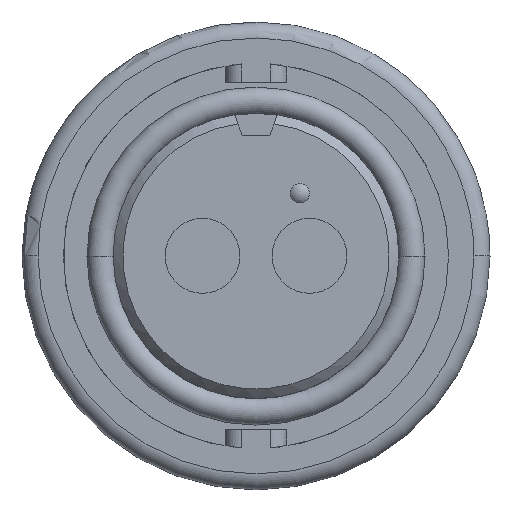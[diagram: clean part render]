
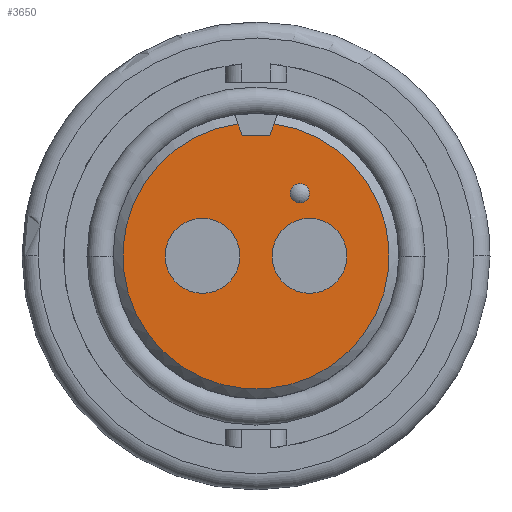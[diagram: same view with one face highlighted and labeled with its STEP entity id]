
A CAD part, top view. The second image highlights one B-rep face of the part: STEP entity #3650.
In plain terms, the highlighted planar face has unit normal (0, 0, 1).
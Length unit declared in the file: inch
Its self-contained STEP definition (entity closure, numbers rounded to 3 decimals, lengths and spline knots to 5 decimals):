
#2873 = CARTESIAN_POINT ( 'NONE',  ( 0.1, 0., 0. ) ) ;
#2877 = DIRECTION ( 'NONE',  ( 0., 0., 1. ) ) ;
#2878 = DIRECTION ( 'NONE',  ( 1., 0., 0. ) ) ;
#2891 = CARTESIAN_POINT ( 'NONE',  ( 0.08207, 0.11687, 0. ) ) ;
#2892 = DIRECTION ( 'NONE',  ( 0., 0., 1. ) ) ;
#2893 = DIRECTION ( 'NONE',  ( -1., 0., 0. ) ) ;
#2897 = CARTESIAN_POINT ( 'NONE',  ( 0.08207, 0.11687, 0. ) ) ;
#2898 = DIRECTION ( 'NONE',  ( 0., 0., 1. ) ) ;
#2899 = DIRECTION ( 'NONE',  ( -1., 0., 0. ) ) ;
#2900 = CARTESIAN_POINT ( 'NONE',  ( -0.1, 0., 0. ) ) ;
#2904 = DIRECTION ( 'NONE',  ( 0., 0., 1. ) ) ;
#2905 = DIRECTION ( 'NONE',  ( 1., 0., 0. ) ) ;
#2906 = CARTESIAN_POINT ( 'NONE',  ( -0.1, 0., 0. ) ) ;
#2907 = DIRECTION ( 'NONE',  ( 0., 0., 1. ) ) ;
#2908 = DIRECTION ( 'NONE',  ( 1., 0., 0. ) ) ;
#3077 = LINE ( 'NONE', #3078, #13106 ) ;
#3078 = CARTESIAN_POINT ( 'NONE',  ( 0.02581, 0.225, 0. ) ) ;
#3079 = DIRECTION ( 'NONE',  ( -0.342, -0.94, 0. ) ) ;
#3083 = CARTESIAN_POINT ( 'NONE',  ( 0., 0., 0. ) ) ;
#3093 = DIRECTION ( 'NONE',  ( 0., 0., -1. ) ) ;
#3094 = DIRECTION ( 'NONE',  ( 0., 1., 0. ) ) ;
#3095 = CARTESIAN_POINT ( 'NONE',  ( 0.1, 0., 0. ) ) ;
#3096 = DIRECTION ( 'NONE',  ( 0., 0., 1. ) ) ;
#3097 = DIRECTION ( 'NONE',  ( 1., 0., 0. ) ) ;
#3106 = LINE ( 'NONE', #3107, #13113 ) ;
#3107 = CARTESIAN_POINT ( 'NONE',  ( 0., 0.225, 0. ) ) ;
#3108 = DIRECTION ( 'NONE',  ( 1., 0., 0. ) ) ;
#3109 = LINE ( 'NONE', #3110, #13114 ) ;
#3110 = CARTESIAN_POINT ( 'NONE',  ( -0.02581, 0.225, 0. ) ) ;
#3111 = DIRECTION ( 'NONE',  ( -0.342, 0.94, 0. ) ) ;
#3123 = CARTESIAN_POINT ( 'NONE',  ( -0.03, 0., 0. ) ) ;
#3490 = FACE_BOUND ( 'NONE', #3933, .T. ) ;
#3493 = FACE_BOUND ( 'NONE', #3940, .T. ) ;
#3506 = AXIS2_PLACEMENT_3D ( 'NONE', #7444, #7445, #7446 ) ;
#3508 = FACE_OUTER_BOUND ( 'NONE', #16772, .T. ) ;
#3521 = FACE_BOUND ( 'NONE', #4037, .T. ) ;
#3650 = ADVANCED_FACE ( 'NONE', ( #3521, #3493, #3508, #3490 ), #7443, .F. ) ;
#3716 = VERTEX_POINT ( 'NONE', #7729 ) ;
#3768 = VERTEX_POINT ( 'NONE', #7925 ) ;
#3933 = EDGE_LOOP ( 'NONE', ( #6763, #6795 ) ) ;
#3940 = EDGE_LOOP ( 'NONE', ( #6793, #6789 ) ) ;
#3965 = VERTEX_POINT ( 'NONE', #8649 ) ;
#3969 = VERTEX_POINT ( 'NONE', #8658 ) ;
#4010 = VERTEX_POINT ( 'NONE', #8758 ) ;
#4014 = VERTEX_POINT ( 'NONE', #8766 ) ;
#4037 = EDGE_LOOP ( 'NONE', ( #6765, #6773 ) ) ;
#4094 = VERTEX_POINT ( 'NONE', #9567 ) ;
#4189 = VERTEX_POINT ( 'NONE', #11309 ) ;
#4211 = VERTEX_POINT ( 'NONE', #11328 ) ;
#6763 = ORIENTED_EDGE ( 'NONE', *, *, #7311, .F. ) ;
#6765 = ORIENTED_EDGE ( 'NONE', *, *, #7363, .F. ) ;
#6773 = ORIENTED_EDGE ( 'NONE', *, *, #7306, .F. ) ;
#6786 = ORIENTED_EDGE ( 'NONE', *, *, #7357, .T. ) ;
#6787 = ORIENTED_EDGE ( 'NONE', *, *, #7362, .F. ) ;
#6789 = ORIENTED_EDGE ( 'NONE', *, *, #7316, .F. ) ;
#6791 = ORIENTED_EDGE ( 'NONE', *, *, #7367, .T. ) ;
#6793 = ORIENTED_EDGE ( 'NONE', *, *, #7315, .F. ) ;
#6794 = ORIENTED_EDGE ( 'NONE', *, *, #7366, .F. ) ;
#6795 = ORIENTED_EDGE ( 'NONE', *, *, #7313, .F. ) ;
#7306 = EDGE_CURVE ( 'NONE', #4211, #4010, #9923, .T. ) ;
#7311 = EDGE_CURVE ( 'NONE', #4014, #4094, #9928, .T. ) ;
#7313 = EDGE_CURVE ( 'NONE', #4094, #4014, #9930, .T. ) ;
#7315 = EDGE_CURVE ( 'NONE', #15491, #3965, #9931, .T. ) ;
#7316 = EDGE_CURVE ( 'NONE', #3965, #15491, #9932, .T. ) ;
#7357 = EDGE_CURVE ( 'NONE', #3969, #3716, #3077, .T. ) ;
#7362 = EDGE_CURVE ( 'NONE', #3969, #3768, #9946, .T. ) ;
#7363 = EDGE_CURVE ( 'NONE', #4010, #4211, #9949, .T. ) ;
#7366 = EDGE_CURVE ( 'NONE', #4189, #3716, #3106, .T. ) ;
#7367 = EDGE_CURVE ( 'NONE', #4189, #3768, #3109, .T. ) ;
#7443 = PLANE ( 'NONE',  #3506 ) ;
#7444 = CARTESIAN_POINT ( 'NONE',  ( 0., 0., 0. ) ) ;
#7445 = DIRECTION ( 'NONE',  ( 0., 0., -1. ) ) ;
#7446 = DIRECTION ( 'NONE',  ( -1., 0., 0. ) ) ;
#7729 = CARTESIAN_POINT ( 'NONE',  ( 0.02581, 0.225, 0. ) ) ;
#7925 = CARTESIAN_POINT ( 'NONE',  ( -0.03371, 0.24671, 0. ) ) ;
#8649 = CARTESIAN_POINT ( 'NONE',  ( -0.17, 0., 0. ) ) ;
#8658 = CARTESIAN_POINT ( 'NONE',  ( 0.03371, 0.24671, 0. ) ) ;
#8758 = CARTESIAN_POINT ( 'NONE',  ( 0.17, 0., 0. ) ) ;
#8766 = CARTESIAN_POINT ( 'NONE',  ( 0.06407, 0.11687, 0. ) ) ;
#9567 = CARTESIAN_POINT ( 'NONE',  ( 0.10007, 0.11687, 0. ) ) ;
#9923 = CIRCLE ( 'NONE', #13049, 0.07 ) ;
#9928 = CIRCLE ( 'NONE', #13051, 0.018 ) ;
#9930 = CIRCLE ( 'NONE', #13057, 0.018 ) ;
#9931 = CIRCLE ( 'NONE', #13058, 0.07 ) ;
#9932 = CIRCLE ( 'NONE', #13047, 0.07 ) ;
#9946 = CIRCLE ( 'NONE', #13108, 0.249 ) ;
#9949 = CIRCLE ( 'NONE', #13105, 0.07 ) ;
#11309 = CARTESIAN_POINT ( 'NONE',  ( -0.02581, 0.225, 0. ) ) ;
#11328 = CARTESIAN_POINT ( 'NONE',  ( 0.03, 0., 0. ) ) ;
#13047 = AXIS2_PLACEMENT_3D ( 'NONE', #2906, #2907, #2908 ) ;
#13049 = AXIS2_PLACEMENT_3D ( 'NONE', #2873, #2877, #2878 ) ;
#13051 = AXIS2_PLACEMENT_3D ( 'NONE', #2891, #2892, #2893 ) ;
#13057 = AXIS2_PLACEMENT_3D ( 'NONE', #2897, #2898, #2899 ) ;
#13058 = AXIS2_PLACEMENT_3D ( 'NONE', #2900, #2904, #2905 ) ;
#13105 = AXIS2_PLACEMENT_3D ( 'NONE', #3095, #3096, #3097 ) ;
#13106 = VECTOR ( 'NONE', #3079, 39.37008 ) ;
#13108 = AXIS2_PLACEMENT_3D ( 'NONE', #3083, #3093, #3094 ) ;
#13113 = VECTOR ( 'NONE', #3108, 39.37008 ) ;
#13114 = VECTOR ( 'NONE', #3111, 39.37008 ) ;
#15491 = VERTEX_POINT ( 'NONE', #3123 ) ;
#16772 = EDGE_LOOP ( 'NONE', ( #6794, #6791, #6787, #6786 ) ) ;
